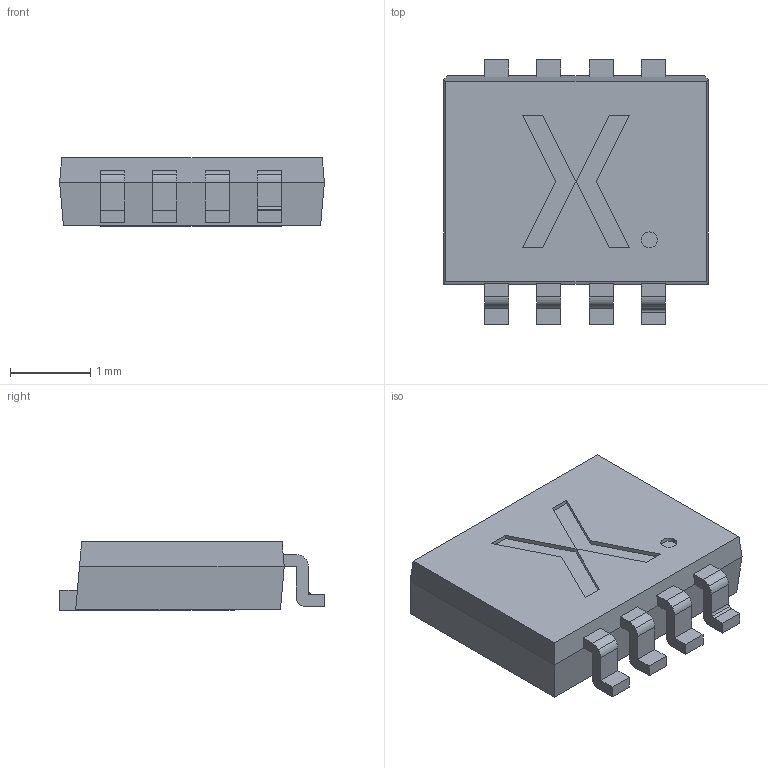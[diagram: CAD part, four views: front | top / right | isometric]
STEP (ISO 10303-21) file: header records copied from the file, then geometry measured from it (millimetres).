
FILE_DESCRIPTION(('FreeCAD Model'),'2;1');
FILE_NAME('LFPAK33.step','2018-02-13T17:14:14',( 'kicad StepUp'),('ksu MCAD'),'Open CASCADE STEP processor 6.8', 'FreeCAD','Unknown');
FILE_SCHEMA(('AUTOMOTIVE_DESIGN_CC2 { 1 2 10303 214 -1 1 5 4 }'));
Length unit declared in the file: millimetre
Products named in the file (1): LFPAK33
Bounding box: 3.3 x 3.3 x 0.85 mm (x, y, z)
Volume: 7.3 mm3; surface area: 31 mm2
Topology: 1 solids, 1 shells, 112 faces, 311 edges, 202 vertices
Faces by surface type: plane 84, cylinder 28
Entity records: 4346 total; most frequent: CARTESIAN_POINT 627, ORIENTED_EDGE 622, DIRECTION 593, EDGE_CURVE 311, LINE 255, VECTOR 255, VERTEX_POINT 203, AXIS2_PLACEMENT_3D 169
